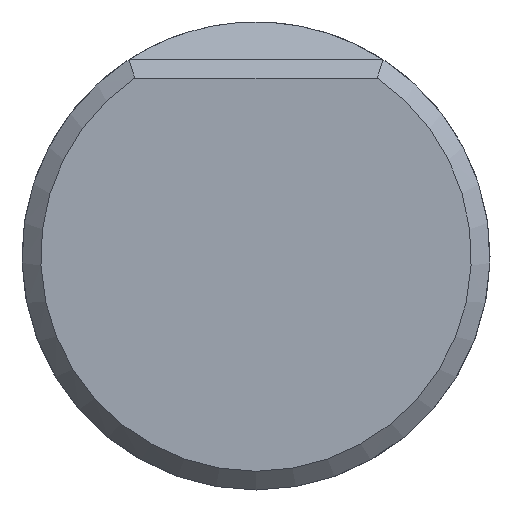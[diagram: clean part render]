
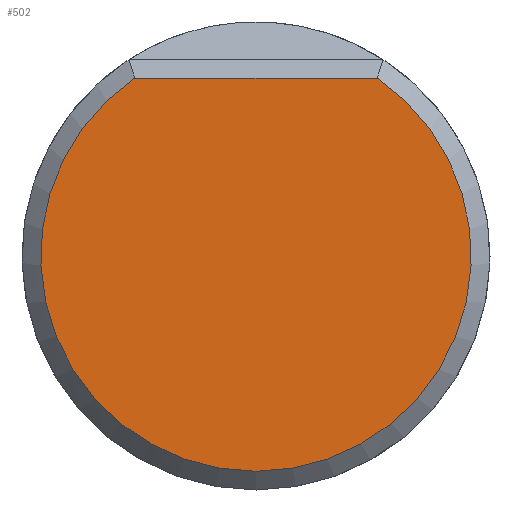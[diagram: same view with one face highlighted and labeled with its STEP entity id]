
A CAD part, front view. The second image highlights one B-rep face of the part: STEP entity #502.
In plain terms, the highlighted planar face has unit normal (0, -1, 0).
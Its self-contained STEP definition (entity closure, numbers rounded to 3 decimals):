
#34 = CIRCLE ( 'NONE', #531, 11.5 ) ;
#44 = LINE ( 'NONE', #82, #402 ) ;
#82 = CARTESIAN_POINT ( 'NONE',  ( -6.782, 0., 9.5 ) ) ;
#85 = DIRECTION ( 'NONE',  ( -1., 0., 0. ) ) ;
#112 = DIRECTION ( 'NONE',  ( 0., 0., 1. ) ) ;
#183 = EDGE_CURVE ( 'NONE', #427, #226, #44, .T. ) ;
#216 = PLANE ( 'NONE',  #655 ) ;
#226 = VERTEX_POINT ( 'NONE', #389 ) ;
#278 = DIRECTION ( 'NONE',  ( 0., 1., 0. ) ) ;
#389 = CARTESIAN_POINT ( 'NONE',  ( -6.481, 0., 9.5 ) ) ;
#397 = EDGE_CURVE ( 'NONE', #226, #427, #34, .T. ) ;
#402 = VECTOR ( 'NONE', #85, 1000. ) ;
#409 = EDGE_LOOP ( 'NONE', ( #551, #474 ) ) ;
#427 = VERTEX_POINT ( 'NONE', #731 ) ;
#474 = ORIENTED_EDGE ( 'NONE', *, *, #397, .T. ) ;
#502 = ADVANCED_FACE ( 'NONE', ( #578 ), #216, .F. ) ;
#529 = CARTESIAN_POINT ( 'NONE',  ( 0., 0., 0. ) ) ;
#531 = AXIS2_PLACEMENT_3D ( 'NONE', #529, #650, #112 ) ;
#551 = ORIENTED_EDGE ( 'NONE', *, *, #183, .T. ) ;
#576 = DIRECTION ( 'NONE',  ( 0., 0., 1. ) ) ;
#578 = FACE_OUTER_BOUND ( 'NONE', #409, .T. ) ;
#650 = DIRECTION ( 'NONE',  ( 0., -1., 0. ) ) ;
#655 = AXIS2_PLACEMENT_3D ( 'NONE', #694, #278, #576 ) ;
#694 = CARTESIAN_POINT ( 'NONE',  ( 0., 0., 0. ) ) ;
#731 = CARTESIAN_POINT ( 'NONE',  ( 6.481, 0., 9.5 ) ) ;
